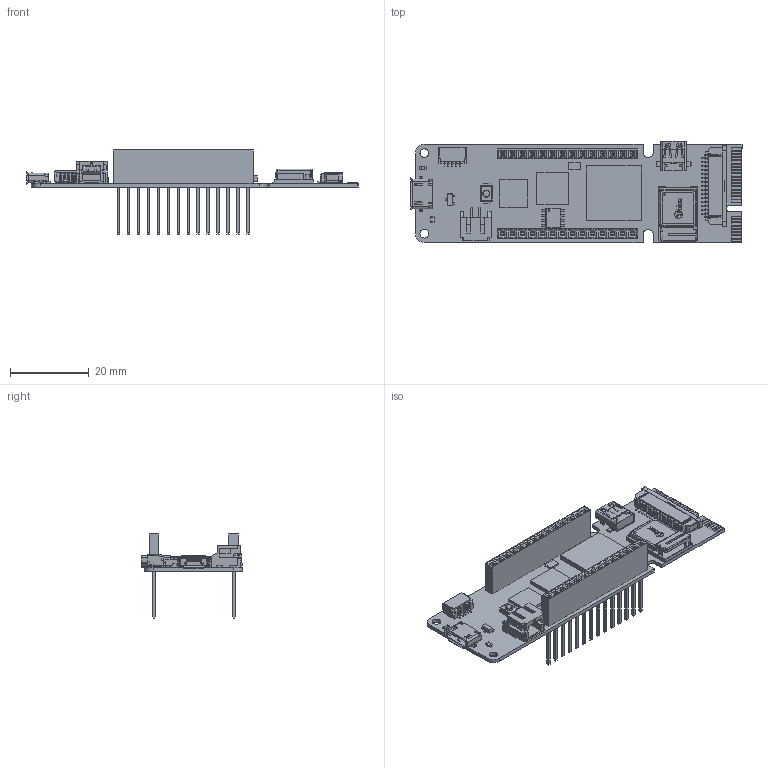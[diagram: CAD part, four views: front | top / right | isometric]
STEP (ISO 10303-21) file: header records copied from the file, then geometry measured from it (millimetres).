
FILE_DESCRIPTION(/* description */ (''),/* implementation_level */ '2;1');
FILE_NAME(/* name */ 'Essential Arduino MKR Vidor 4000.step',/* time_stamp */ '2021-02-17T04:53:53+02:00',/* author */ (''),/* organization */ (''),/* preprocessor_version */ 'ST-DEVELOPER v18.1',/* originating_system */ 'Autodesk Translation Framework v9.7.1.1290',/* authorisation */ '');
FILE_SCHEMA (('AUTOMOTIVE_DESIGN { 1 0 10303 214 3 1 1 }'));
Products named in the file (21): Arduino MKR Vidor 4000; NINA-W102 (1); NINA-W102; UNK_U-Blox_NINA-W102-00B-00_eec; 1; 2; 3; 4; 5; 6; 7; 8; I2C; PCI; lPins; hPins; SOIC-8; SOT23SMD v1; Stackable_Component3  v1; 0603i Resistor v1; 0603i Resistor v1 (1)
Assembly tree (21 placements, depth 5):
  Arduino MKR Vidor 4000
    NINA-W102 (1)
      NINA-W102
        UNK_U-Blox_NINA-W102-00B-00_eec
          1
          2
          3
          4
          5
          6
          7
          8
    I2C
    PCI
      lPins
      hPins
    SOIC-8
    SOT23SMD v1
    Stackable_Component3  v1  x2
    0603i Resistor v1
    0603i Resistor v1 (1)
Bounding box: 84.38 x 25.68 x 21.35 mm (x, y, z)
Volume: 4614.2 mm3; surface area: 12811.2 mm2
Topology: 177 solids, 202 shells, 5247 faces, 13587 edges, 8636 vertices
Faces by surface type: plane 4267, cylinder 688, bspline 94, torus 76, cone 68, sphere 54
Full cylindrical faces by diameter (mm): 0.2 x2, 0.282 x1, 0.4 x1, 0.575 x1, 1.778 x1, 2.206 x2
Entity records: 148888 total; most frequent: CARTESIAN_POINT 28540, ORIENTED_EDGE 25254, DIRECTION 23641, EDGE_CURVE 12627, LINE 10811, VECTOR 10811, VERTEX_POINT 8020, AXIS2_PLACEMENT_3D 6415
